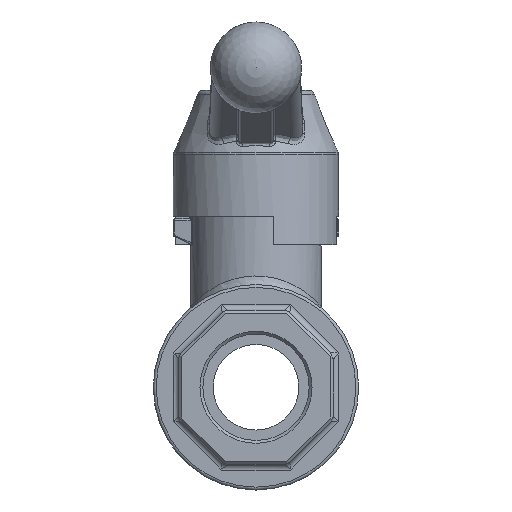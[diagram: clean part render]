
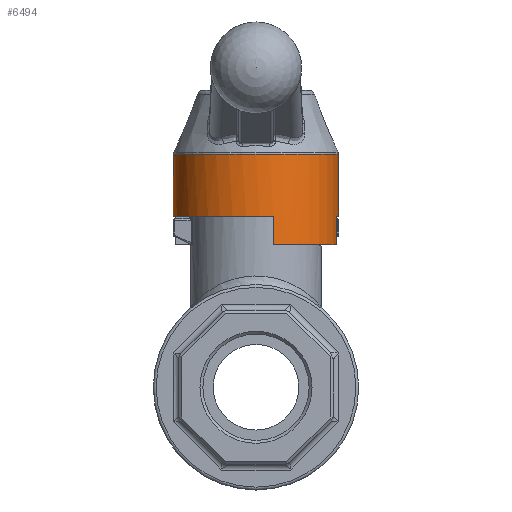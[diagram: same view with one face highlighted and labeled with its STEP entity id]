
A CAD part, front view. The second image highlights one B-rep face of the part: STEP entity #6494.
In plain terms, the highlighted cylindrical face has radius 14.5 mm (diameter 29 mm), a full revolution.
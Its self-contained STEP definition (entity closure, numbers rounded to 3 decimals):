
#531=LINE('',#10430,#895);
#532=LINE('',#10432,#896);
#533=LINE('',#10436,#897);
#534=LINE('',#10437,#898);
#895=VECTOR('',#8039,1000.);
#896=VECTOR('',#8040,1000.);
#897=VECTOR('',#8043,1000.);
#898=VECTOR('',#8044,1000.);
#1162=CIRCLE('',#6957,14.5);
#1163=CIRCLE('',#6959,14.5);
#1165=CIRCLE('',#6962,14.5);
#1166=CIRCLE('',#6963,14.5);
#1167=CIRCLE('',#6964,14.5);
#2187=ORIENTED_EDGE('',*,*,#3212,.T.);
#2188=ORIENTED_EDGE('',*,*,#3213,.T.);
#2189=ORIENTED_EDGE('',*,*,#3207,.F.);
#2190=ORIENTED_EDGE('',*,*,#3214,.F.);
#2191=ORIENTED_EDGE('',*,*,#3215,.F.);
#2192=ORIENTED_EDGE('',*,*,#3216,.T.);
#2193=ORIENTED_EDGE('',*,*,#3209,.F.);
#2194=ORIENTED_EDGE('',*,*,#3217,.F.);
#2195=ORIENTED_EDGE('',*,*,#3218,.T.);
#3207=EDGE_CURVE('',#3764,#3761,#1162,.T.);
#3209=EDGE_CURVE('',#3766,#3767,#1163,.T.);
#3212=EDGE_CURVE('',#3769,#3769,#1165,.F.);
#3213=EDGE_CURVE('',#3770,#3761,#531,.T.);
#3214=EDGE_CURVE('',#3771,#3764,#532,.T.);
#3215=EDGE_CURVE('',#3772,#3771,#1166,.T.);
#3216=EDGE_CURVE('',#3772,#3767,#533,.T.);
#3217=EDGE_CURVE('',#3773,#3766,#534,.T.);
#3218=EDGE_CURVE('',#3773,#3770,#1167,.T.);
#3761=VERTEX_POINT('',#10411);
#3764=VERTEX_POINT('',#10416);
#3766=VERTEX_POINT('',#10421);
#3767=VERTEX_POINT('',#10423);
#3769=VERTEX_POINT('',#10429);
#3770=VERTEX_POINT('',#10431);
#3771=VERTEX_POINT('',#10433);
#3772=VERTEX_POINT('',#10435);
#3773=VERTEX_POINT('',#10438);
#4283=EDGE_LOOP('',(#2187));
#4284=EDGE_LOOP('',(#2188,#2189,#2190,#2191,#2192,#2193,#2194,#2195));
#4647=FACE_BOUND('',#4283,.T.);
#4648=FACE_BOUND('',#4284,.T.);
#4832=CYLINDRICAL_SURFACE('',#6961,14.5);
#6494=ADVANCED_FACE('',(#4647,#4648),#4832,.T.);
#6957=AXIS2_PLACEMENT_3D('',#10417,#8025,#8026);
#6959=AXIS2_PLACEMENT_3D('',#10422,#8030,#8031);
#6961=AXIS2_PLACEMENT_3D('',#10427,#8035,#8036);
#6962=AXIS2_PLACEMENT_3D('',#10428,#8037,#8038);
#6963=AXIS2_PLACEMENT_3D('',#10434,#8041,#8042);
#6964=AXIS2_PLACEMENT_3D('',#10439,#8045,#8046);
#8025=DIRECTION('',(0.,0.,-1.));
#8026=DIRECTION('',(-1.,0.,0.));
#8030=DIRECTION('',(0.,0.,-1.));
#8031=DIRECTION('',(-1.,0.,0.));
#8035=DIRECTION('',(0.,0.,-1.));
#8036=DIRECTION('',(-1.,0.,0.));
#8037=DIRECTION('',(0.,0.,1.));
#8038=DIRECTION('',(1.,0.,0.));
#8039=DIRECTION('',(0.,0.,-1.));
#8040=DIRECTION('',(0.,0.,-1.));
#8041=DIRECTION('',(0.,0.,-1.));
#8042=DIRECTION('',(-1.,0.,0.));
#8043=DIRECTION('',(0.,0.,-1.));
#8044=DIRECTION('',(0.,0.,-1.));
#8045=DIRECTION('',(0.,0.,1.));
#8046=DIRECTION('',(1.,0.,0.));
#10411=CARTESIAN_POINT('',(-14.186,3.,0.));
#10416=CARTESIAN_POINT('',(-3.,-14.186,0.));
#10417=CARTESIAN_POINT('',(0.,0.,0.));
#10421=CARTESIAN_POINT('',(3.,14.186,0.));
#10422=CARTESIAN_POINT('',(0.,0.,0.));
#10423=CARTESIAN_POINT('',(14.186,3.,0.));
#10427=CARTESIAN_POINT('',(0.,0.,54.));
#10428=CARTESIAN_POINT('',(0.,0.,15.803));
#10429=CARTESIAN_POINT('',(14.5,0.,15.803));
#10430=CARTESIAN_POINT('',(-14.186,3.,5.));
#10431=CARTESIAN_POINT('',(-14.186,3.,5.));
#10432=CARTESIAN_POINT('',(-3.,-14.186,5.));
#10433=CARTESIAN_POINT('',(-3.,-14.186,5.));
#10434=CARTESIAN_POINT('',(0.,0.,5.));
#10435=CARTESIAN_POINT('',(14.186,3.,5.));
#10436=CARTESIAN_POINT('',(14.186,3.,5.));
#10437=CARTESIAN_POINT('',(3.,14.186,5.));
#10438=CARTESIAN_POINT('',(3.,14.186,5.));
#10439=CARTESIAN_POINT('',(0.,0.,5.));
